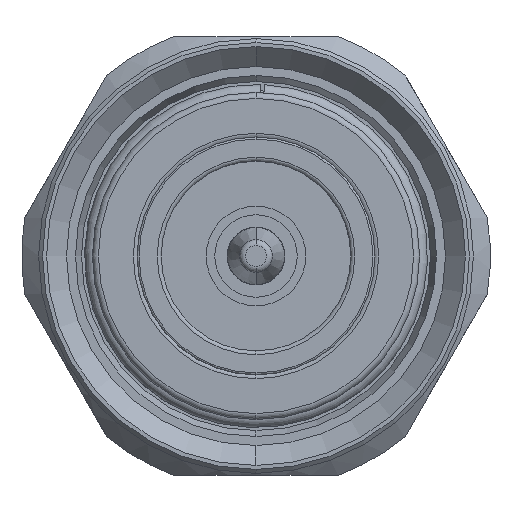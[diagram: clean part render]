
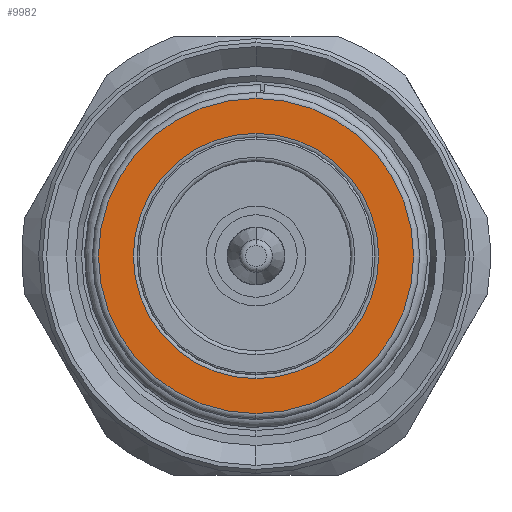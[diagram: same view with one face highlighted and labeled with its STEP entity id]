
A CAD part, left-side view. The second image highlights one B-rep face of the part: STEP entity #9982.
In plain terms, the highlighted planar face has unit normal (-1, 0, 0).
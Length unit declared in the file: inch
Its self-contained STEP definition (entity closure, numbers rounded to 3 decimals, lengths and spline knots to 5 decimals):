
#244 = AXIS2_PLACEMENT_3D ( 'NONE', #7049, #1358, #3021 ) ;
#563 = CARTESIAN_POINT ( 'NONE',  ( 0.20472, 0., -0.31102 ) ) ;
#632 = ORIENTED_EDGE ( 'NONE', *, *, #9552, .F. ) ;
#687 = CARTESIAN_POINT ( 'NONE',  ( 0.20472, 0., -0.24213 ) ) ;
#769 = CIRCLE ( 'NONE', #244, 0.24213 ) ;
#812 = DIRECTION ( 'NONE',  ( -1., 0., 0. ) ) ;
#1358 = DIRECTION ( 'NONE',  ( -1., 0., 0. ) ) ;
#1898 = EDGE_CURVE ( 'NONE', #6608, #8291, #6825, .T. ) ;
#2207 = EDGE_LOOP ( 'NONE', ( #6617, #6619 ) ) ;
#3021 = DIRECTION ( 'NONE',  ( 0., 0., 1. ) ) ;
#3693 = CARTESIAN_POINT ( 'NONE',  ( 0.20472, 0., 0. ) ) ;
#3797 = FACE_OUTER_BOUND ( 'NONE', #2207, .T. ) ;
#3951 = AXIS2_PLACEMENT_3D ( 'NONE', #5378, #5427, #5483 ) ;
#4046 = AXIS2_PLACEMENT_3D ( 'NONE', #3693, #9462, #8640 ) ;
#4096 = VERTEX_POINT ( 'NONE', #687 ) ;
#4529 = DIRECTION ( 'NONE',  ( -1., 0., 0. ) ) ;
#4543 = AXIS2_PLACEMENT_3D ( 'NONE', #7174, #812, #7520 ) ;
#5378 = CARTESIAN_POINT ( 'NONE',  ( 0.20472, 0.24213, 0. ) ) ;
#5427 = DIRECTION ( 'NONE',  ( 1., 0., 0. ) ) ;
#5483 = DIRECTION ( 'NONE',  ( 0., 1., 0. ) ) ;
#5763 = AXIS2_PLACEMENT_3D ( 'NONE', #8656, #4529, #7773 ) ;
#6075 = FACE_BOUND ( 'NONE', #8816, .T. ) ;
#6608 = VERTEX_POINT ( 'NONE', #563 ) ;
#6617 = ORIENTED_EDGE ( 'NONE', *, *, #8250, .T. ) ;
#6619 = ORIENTED_EDGE ( 'NONE', *, *, #1898, .T. ) ;
#6825 = CIRCLE ( 'NONE', #4046, 0.31102 ) ;
#7049 = CARTESIAN_POINT ( 'NONE',  ( 0.20472, 0., 0. ) ) ;
#7174 = CARTESIAN_POINT ( 'NONE',  ( 0.20472, 0., 0. ) ) ;
#7487 = EDGE_CURVE ( 'NONE', #4096, #8695, #769, .T. ) ;
#7520 = DIRECTION ( 'NONE',  ( 0., 0., 1. ) ) ;
#7635 = CIRCLE ( 'NONE', #4543, 0.31102 ) ;
#7773 = DIRECTION ( 'NONE',  ( 0., 0., 1. ) ) ;
#8024 = CIRCLE ( 'NONE', #5763, 0.24213 ) ;
#8047 = CARTESIAN_POINT ( 'NONE',  ( 0.20472, 0., 0.31102 ) ) ;
#8250 = EDGE_CURVE ( 'NONE', #8291, #6608, #7635, .T. ) ;
#8291 = VERTEX_POINT ( 'NONE', #8047 ) ;
#8640 = DIRECTION ( 'NONE',  ( 0., 0., 1. ) ) ;
#8656 = CARTESIAN_POINT ( 'NONE',  ( 0.20472, 0., 0. ) ) ;
#8695 = VERTEX_POINT ( 'NONE', #10028 ) ;
#8816 = EDGE_LOOP ( 'NONE', ( #632, #9640 ) ) ;
#9381 = PLANE ( 'NONE',  #3951 ) ;
#9462 = DIRECTION ( 'NONE',  ( -1., 0., 0. ) ) ;
#9552 = EDGE_CURVE ( 'NONE', #8695, #4096, #8024, .T. ) ;
#9640 = ORIENTED_EDGE ( 'NONE', *, *, #7487, .F. ) ;
#9982 = ADVANCED_FACE ( 'NONE', ( #3797, #6075 ), #9381, .F. ) ;
#10028 = CARTESIAN_POINT ( 'NONE',  ( 0.20472, 0., 0.24213 ) ) ;
